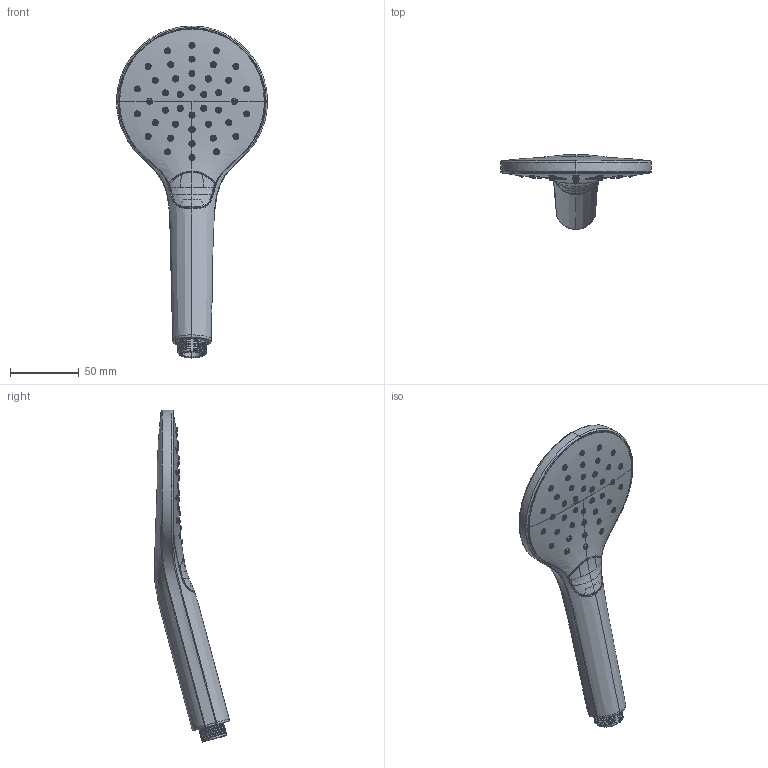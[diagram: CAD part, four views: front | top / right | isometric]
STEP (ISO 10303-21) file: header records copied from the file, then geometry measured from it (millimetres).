
FILE_DESCRIPTION((''),'2;1');
FILE_NAME('ZDOC122CR_ASM','2021-11-15T08:40:22',('ut3'),('PAFFONI SpA'),'CREO PARAMETRIC BY PTC INC, 2020044','CREO PARAMETRIC BY PTC INC, 2020044','');
FILE_SCHEMA(('CONFIG_CONTROL_DESIGN','SHAPE_APPEARANCE_LAYERS_GROUPS'));
Products named in the file (14): 4071084CR_E; 4071084CR_A; 4071084CR_B; 4071084CR_C; 4071084CR_D1; 4071084CR_D2; 4071084CR_D3; 4071084CR_D_ASM; 4071084CR_F1; 4071084CR_F2; 4071084CR_F3; 4071084CR_F_ASM; 4072084CR_ASM; ZDOC122CR_ASM
Assembly tree (13 placements, depth 4):
  ZDOC122CR_ASM
    4072084CR_ASM
      4071084CR_E
      4071084CR_A
      4071084CR_B
      4071084CR_C
      4071084CR_D_ASM
        4071084CR_D1
        4071084CR_D2
        4071084CR_D3
      4071084CR_F_ASM
        4071084CR_F1
        4071084CR_F2
        4071084CR_F3
Bounding box: 109.93 x 54.39 x 241.81 mm (x, y, z)
Volume: 34190.5 mm3; surface area: 90610.4 mm2
Topology: 9 solids, 10 shells, 2602 faces, 6940 edges, 4424 vertices
Faces by surface type: bspline 1011, plane 494, cone 432, cylinder 391, torus 211, extrusion 31, sphere 26, revolution 6
Entity records: 230462 total; most frequent: CARTESIAN_POINT 138877, ORIENTED_EDGE 13818, PRESENTATION_STYLE_ASSIGNMENT 8746, STYLED_ITEM 8746, DIRECTION 8097, EDGE_CURVE 6912, CURVE_STYLE 6336, VERTEX_POINT 4420
